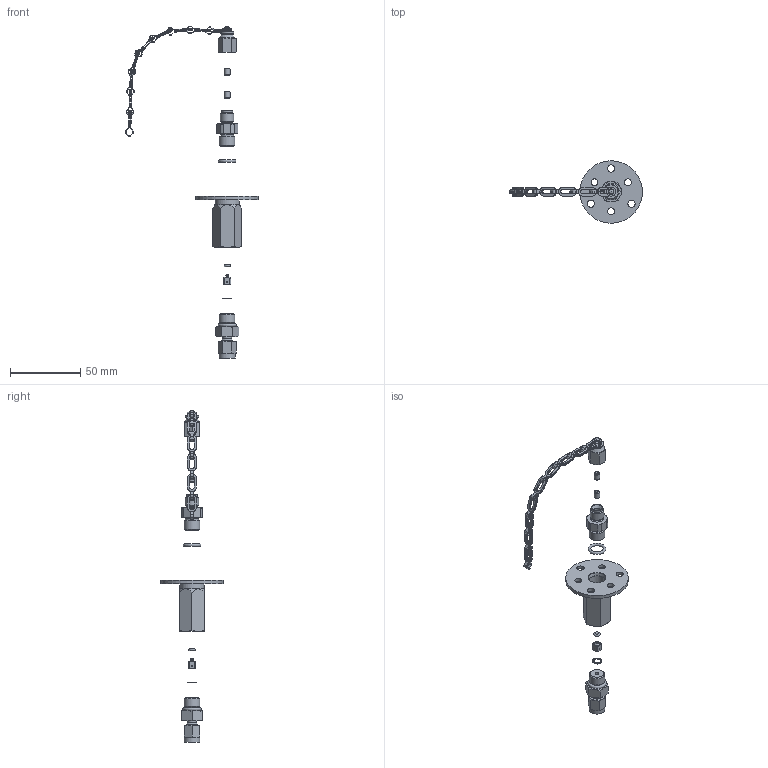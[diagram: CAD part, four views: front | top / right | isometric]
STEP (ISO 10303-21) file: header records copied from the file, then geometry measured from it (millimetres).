
FILE_DESCRIPTION(('STEP AP214'),'1');
FILE_NAME('_00-01B_ 00BLT-1022-01_E0 (Assembly, Bulkhead Refill, AN-800 x 18 OD Tube Compression).stp','2024-03-28T20:46:33',(' '),(' '),'Spatial InterOp 3D',' ',' ');
FILE_SCHEMA(('AUTOMOTIVE_DESIGN { 1 0 10303 214 1 1 1 1 }'));
Length unit declared in the file: inch
Products named in the file (19): [00-01B] 00BLT-1022-01$E0 (Assembly, Bulkhead Refill, AN-800 x 1/8 OD Tube Compression); 0CV04-0304-00[=B] (Bulkhead, Check-Valve Body, Poppet Style, 2x SAE-4M) [00]; 09001-1003-70 (O-ring, Silicone, 2-003, S70); 0CV02-0201-00[=A] (Poppet, 0.25 Dia.) [PLM CV02-201-000]; 09007-0001-00 (Retaining Ring, 1/4" Internal, SS) [Rotor Clip HO-25SS MPS B100]; 00HDW-0108-00 (SAE-4M x 1/8 OD Tube Compression, Brass) [Swagelock B-200-1-4ST]; 09001-3904-70 (O-ring, EPDM, 3-904 (SAE-4), E70); 0CV02-0257-00[=D] (Check-Valve Body, Poppet Style, SAE-4M x AN800 (3/8-24; #676; #684; 0CP01-0100-01$-0 (Cap & Chain Assembly, AN-800-3); #702; 09030-0102-32 (Shim, Flat-washer type, Ø.094id x Ø.250od x .032h, Brass); 2/0 Brass Safety Chain [Path 1 - Default]; Link; 09300-0001-00 (2/0 Brass Safety Chain); 09030-0103-32 (Shim, Flat-washer type, Ø.094id x Ø.380od x .032h, Brass); 00VEN-0042-00 (AN-805-3 Nut); 0CP01-0201-00$-x (Plug, AN Cone (Dust Cap))
Assembly tree (26 placements, depth 5):
  [00-01B] 00BLT-1022-01$E0 (Assembly, Bulkhead Refill, AN-800 x 1/8 OD Tube Compression)
    0CV04-0304-00[=B] (Bulkhead, Check-Valve Body, Poppet Style, 2x SAE-4M) [00]
    09001-1003-70 (O-ring, Silicone, 2-003, S70)
    0CV02-0201-00[=A] (Poppet, 0.25 Dia.) [PLM CV02-201-000]
    09007-0001-00 (Retaining Ring, 1/4" Internal, SS) [Rotor Clip HO-25SS MPS B100]
    00HDW-0108-00 (SAE-4M x 1/8 OD Tube Compression, Brass) [Swagelock B-200-1-4ST]
    09001-3904-70 (O-ring, EPDM, 3-904 (SAE-4), E70)
    0CV02-0257-00[=D] (Check-Valve Body, Poppet Style, SAE-4M x AN800 (3/8-24
    #676
    #684
    0CP01-0100-01$-0 (Cap & Chain Assembly, AN-800-3)
      #702
      09030-0102-32 (Shim, Flat-washer type, Ø.094id x Ø.250od x .032h, Brass)
      09300-0001-00 (2/0 Brass Safety Chain)
        2/0 Brass Safety Chain [Path 1 - Default]
          Link  x9
      09030-0103-32 (Shim, Flat-washer type, Ø.094id x Ø.380od x .032h, Brass)
      00VEN-0042-00 (AN-805-3 Nut)
      0CP01-0201-00$-x (Plug, AN Cone (Dust Cap))
Bounding box: 94.43 x 44.45 x 236.01 mm (x, y, z)
Volume: 16956.1 mm3; surface area: 15293.4 mm2
Topology: 23 solids, 23 shells, 626 faces, 1583 edges, 1028 vertices
Faces by surface type: plane 305, cylinder 212, cone 89, revolution 10, torus 8, sphere 1, bspline 1
Full cylindrical faces by diameter (mm): 0.203 x1, 0.889 x4, 1.016 x4, 1.575 x1, 1.626 x1, 2.184 x2, 2.286 x1, 2.388 x2, 3.175 x1, 3.454 x1, 3.962 x1, 4.166 x3, 4.851 x3, 5.156 x3, 6.223 x1, 6.259 x1, 6.35 x5, 6.528 x1, 6.807 x2, 7.696 x1, 7.798 x2, 7.925 x1, 7.938 x1, 9.144 x2, 9.246 x1, 9.525 x2, 9.652 x1, 9.922 x2, 11.112 x4, 11.176 x1
Entity records: 11408 total; most frequent: CARTESIAN_POINT 2260, DIRECTION 1327, ORIENTED_EDGE 1114, AXIS2_PLACEMENT_3D 583, EDGE_CURVE 557, EDGE_LOOP 465, VERTEX_POINT 400, FACE_OUTER_BOUND 371
